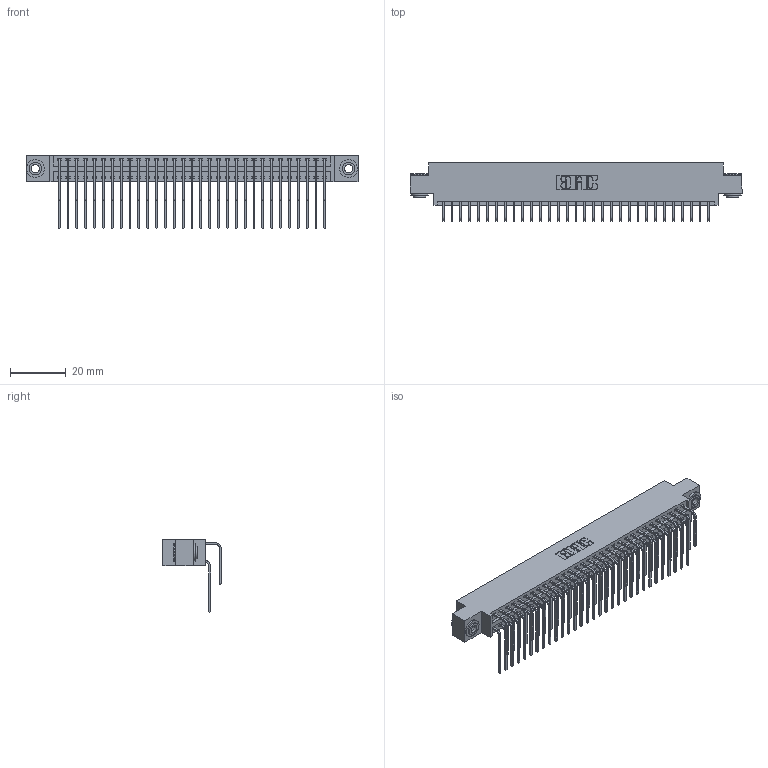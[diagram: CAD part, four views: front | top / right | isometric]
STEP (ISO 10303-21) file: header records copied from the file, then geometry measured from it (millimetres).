
FILE_DESCRIPTION (( 'STEP AP203' ), '1' );
FILE_NAME ('346-062-559-803.STEP', '2018-08-28T08:07:20', ( '' ), ( '' ), 'SwSTEP 2.0', 'SolidWorks 2016', '' );
FILE_SCHEMA (( 'CONFIG_CONTROL_DESIGN' ));
Length unit declared in the file: inch
Products named in the file (5): 346-062-559-803; 346 Part_0.170 Offset - 0.156 Dia-TH; 345-292-001_558 559 Tail - 1; 345-292-001_559 Tail - 2; 345-250-002_345-250-002-102
Assembly tree (65 placements, depth 2):
  346-062-559-803
    346 Part_0.170 Offset - 0.156 Dia-TH
    345-292-001_558 559 Tail - 1  x31
    345-292-001_559 Tail - 2  x31
    345-250-002_345-250-002-102  x2
Bounding box: 119 x 20.89 x 26.16 mm (x, y, z)
Volume: 11740.9 mm3; surface area: 18075.4 mm2
Topology: 65 solids, 65 shells, 3512 faces, 10399 edges, 6846 vertices
Faces by surface type: plane 2384, cylinder 1120, cone 8
Entity records: 24278 total; most frequent: CARTESIAN_POINT 4046, ORIENTED_EDGE 3922, DIRECTION 3619, EDGE_CURVE 1961, LINE 1641, VECTOR 1641, VERTEX_POINT 1302, AXIS2_PLACEMENT_3D 989
